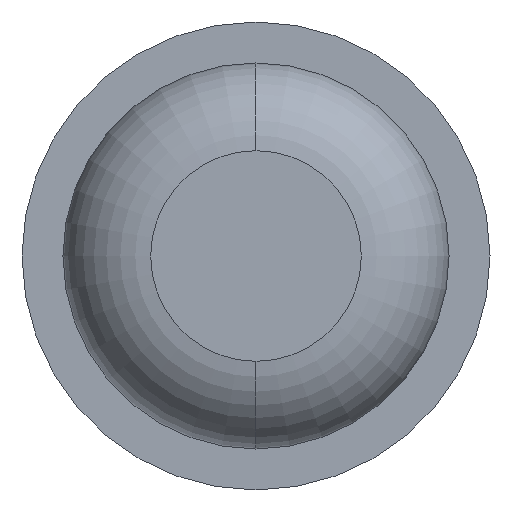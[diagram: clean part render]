
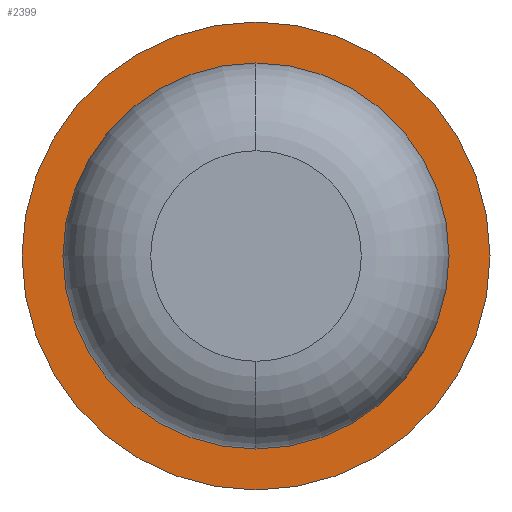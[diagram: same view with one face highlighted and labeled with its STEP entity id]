
A CAD part, front view. The second image highlights one B-rep face of the part: STEP entity #2399.
In plain terms, the highlighted planar face has unit normal (0, -1, 0).
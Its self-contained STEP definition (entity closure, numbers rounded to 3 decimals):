
#22 = AXIS2_PLACEMENT_3D ( 'NONE', #2827, #2493, #2178 ) ;
#44 = PLANE ( 'NONE',  #2436 ) ;
#358 = VERTEX_POINT ( 'NONE', #2815 ) ;
#436 = EDGE_CURVE ( 'Defeature ausgef�hrt1_5+Defeature ausgef�hrt1_4+Defeature ausgef�hrt1_4+Defeature ausgef�hrt1_4', #358, #2732, #2883, .T. ) ;
#632 = AXIS2_PLACEMENT_3D ( 'NONE', #1031, #1739, #3361 ) ;
#634 = CARTESIAN_POINT ( 'NONE',  ( 0., -9., 0. ) ) ;
#725 = CARTESIAN_POINT ( 'NONE',  ( 0.825, -9., 0. ) ) ;
#755 = FACE_OUTER_BOUND ( 'NONE', #3627, .T. ) ;
#759 = EDGE_CURVE ( 'Defeature ausgef�hrt1_4+Defeature ausgef�hrt1_0+Defeature ausgef�hrt1_0+Defeature ausgef�hrt1_0', #4306, #1263, #2364, .T. ) ;
#1031 = CARTESIAN_POINT ( 'NONE',  ( 0., -9., 0. ) ) ;
#1191 = CIRCLE ( 'NONE', #2162, 1. ) ;
#1227 = ORIENTED_EDGE ( 'NONE', *, *, #436, .F. ) ;
#1263 = VERTEX_POINT ( 'NONE', #2495 ) ;
#1448 = DIRECTION ( 'NONE',  ( 0., 1., 0. ) ) ;
#1531 = ORIENTED_EDGE ( 'NONE', *, *, #759, .T. ) ;
#1600 = CARTESIAN_POINT ( 'NONE',  ( 1., -9., 0. ) ) ;
#1611 = AXIS2_PLACEMENT_3D ( 'NONE', #634, #4014, #1956 ) ;
#1739 = DIRECTION ( 'NONE',  ( 0., 1., 0. ) ) ;
#1956 = DIRECTION ( 'NONE',  ( -1., 0., 0. ) ) ;
#2064 = EDGE_CURVE ( 'Defeature ausgef�hrt1_4+Defeature ausgef�hrt1_0+Defeature ausgef�hrt1_0+Defeature ausgef�hrt1_0', #1263, #4306, #4085, .T. ) ;
#2071 = ORIENTED_EDGE ( 'NONE', *, *, #2318, .F. ) ;
#2140 = DIRECTION ( 'NONE',  ( -1., 0., 0. ) ) ;
#2162 = AXIS2_PLACEMENT_3D ( 'NONE', #3046, #4174, #3177 ) ;
#2178 = DIRECTION ( 'NONE',  ( -1., 0., 0. ) ) ;
#2318 = EDGE_CURVE ( 'Defeature ausgef�hrt1_5+Defeature ausgef�hrt1_4+Defeature ausgef�hrt1_4+Defeature ausgef�hrt1_4', #2732, #358, #1191, .T. ) ;
#2364 = CIRCLE ( 'NONE', #22, 0.825 ) ;
#2399 = ADVANCED_FACE ( 'Defeature ausgef�hrt1_4', ( #755, #2665 ), #44, .F. ) ;
#2436 = AXIS2_PLACEMENT_3D ( 'NONE', #725, #1448, #2140 ) ;
#2493 = DIRECTION ( 'NONE',  ( 0., 1., 0. ) ) ;
#2495 = CARTESIAN_POINT ( 'NONE',  ( 0., -9., 0.825 ) ) ;
#2665 = FACE_BOUND ( 'NONE', #2996, .T. ) ;
#2732 = VERTEX_POINT ( 'NONE', #1600 ) ;
#2783 = ORIENTED_EDGE ( 'NONE', *, *, #2064, .T. ) ;
#2815 = CARTESIAN_POINT ( 'NONE',  ( -1., -9., 0. ) ) ;
#2827 = CARTESIAN_POINT ( 'NONE',  ( 0., -9., 0. ) ) ;
#2883 = CIRCLE ( 'NONE', #632, 1. ) ;
#2996 = EDGE_LOOP ( 'NONE', ( #2783, #1531 ) ) ;
#3046 = CARTESIAN_POINT ( 'NONE',  ( 0., -9., 0. ) ) ;
#3177 = DIRECTION ( 'NONE',  ( -1., 0., 0. ) ) ;
#3361 = DIRECTION ( 'NONE',  ( -1., 0., 0. ) ) ;
#3627 = EDGE_LOOP ( 'NONE', ( #1227, #2071 ) ) ;
#3955 = CARTESIAN_POINT ( 'NONE',  ( 0., -9., -0.825 ) ) ;
#4014 = DIRECTION ( 'NONE',  ( 0., 1., 0. ) ) ;
#4085 = CIRCLE ( 'NONE', #1611, 0.825 ) ;
#4174 = DIRECTION ( 'NONE',  ( 0., 1., 0. ) ) ;
#4306 = VERTEX_POINT ( 'NONE', #3955 ) ;
